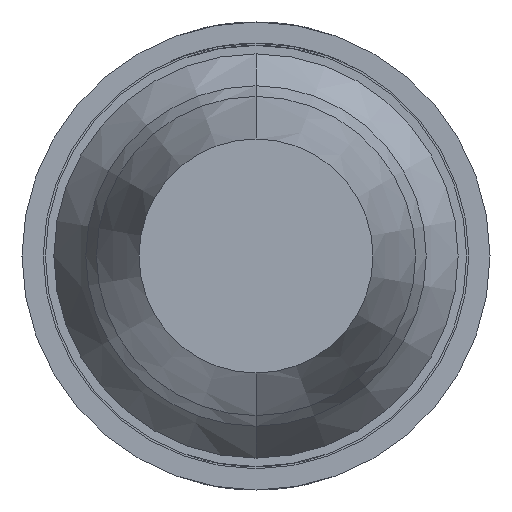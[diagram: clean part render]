
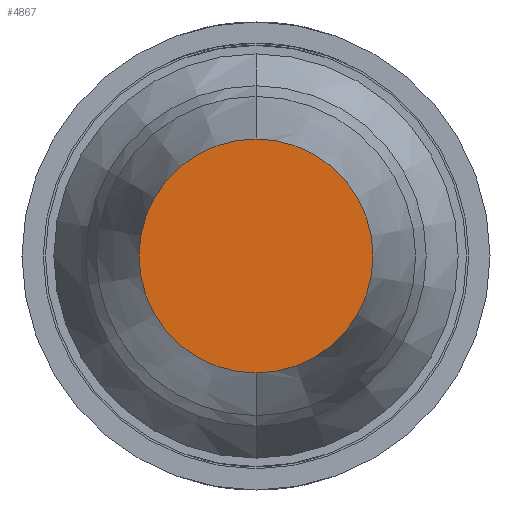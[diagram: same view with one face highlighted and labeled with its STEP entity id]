
A CAD part, front view. The second image highlights one B-rep face of the part: STEP entity #4867.
In plain terms, the highlighted planar face has unit normal (0, -1, 0).
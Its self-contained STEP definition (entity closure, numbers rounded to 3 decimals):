
#319 = CARTESIAN_POINT ( 'NONE',  ( -0.55, -39.2, 0. ) ) ;
#987 = CIRCLE ( 'NONE', #1923, 0.55 ) ;
#1075 = AXIS2_PLACEMENT_3D ( 'NONE', #319, #6536, #5924 ) ;
#1148 = DIRECTION ( 'NONE',  ( 0., 1., 0. ) ) ;
#1312 = VERTEX_POINT ( 'NONE', #6255 ) ;
#1923 = AXIS2_PLACEMENT_3D ( 'NONE', #6656, #7307, #2805 ) ;
#2496 = CARTESIAN_POINT ( 'NONE',  ( 0., -39.2, 0. ) ) ;
#2805 = DIRECTION ( 'NONE',  ( 0., 0., 1. ) ) ;
#3824 = AXIS2_PLACEMENT_3D ( 'NONE', #2496, #1148, #7477 ) ;
#4130 = FACE_OUTER_BOUND ( 'NONE', #5356, .T. ) ;
#4291 = ORIENTED_EDGE ( 'NONE', *, *, #5364, .F. ) ;
#4867 = ADVANCED_FACE ( 'Defeature ausgef�hrt3_22', ( #4130 ), #5900, .T. ) ;
#5356 = EDGE_LOOP ( 'NONE', ( #6127, #4291 ) ) ;
#5364 = EDGE_CURVE ( 'Defeature ausgef�hrt3_21+Defeature ausgef�hrt3_22+Defeature ausgef�hrt3_22+Defeature ausgef�hrt3_22', #7454, #1312, #987, .T. ) ;
#5801 = CIRCLE ( 'NONE', #3824, 0.55 ) ;
#5900 = PLANE ( 'NONE',  #1075 ) ;
#5924 = DIRECTION ( 'NONE',  ( 0., 0., -1. ) ) ;
#6127 = ORIENTED_EDGE ( 'NONE', *, *, #6626, .F. ) ;
#6255 = CARTESIAN_POINT ( 'NONE',  ( 0., -39.2, 0.55 ) ) ;
#6536 = DIRECTION ( 'NONE',  ( 0., -1., 0. ) ) ;
#6626 = EDGE_CURVE ( 'Defeature ausgef�hrt3_21+Defeature ausgef�hrt3_22+Defeature ausgef�hrt3_22+Defeature ausgef�hrt3_22', #1312, #7454, #5801, .T. ) ;
#6656 = CARTESIAN_POINT ( 'NONE',  ( 0., -39.2, 0. ) ) ;
#7307 = DIRECTION ( 'NONE',  ( 0., 1., 0. ) ) ;
#7454 = VERTEX_POINT ( 'NONE', #7704 ) ;
#7477 = DIRECTION ( 'NONE',  ( 0., 0., 1. ) ) ;
#7704 = CARTESIAN_POINT ( 'NONE',  ( 0., -39.2, -0.55 ) ) ;
